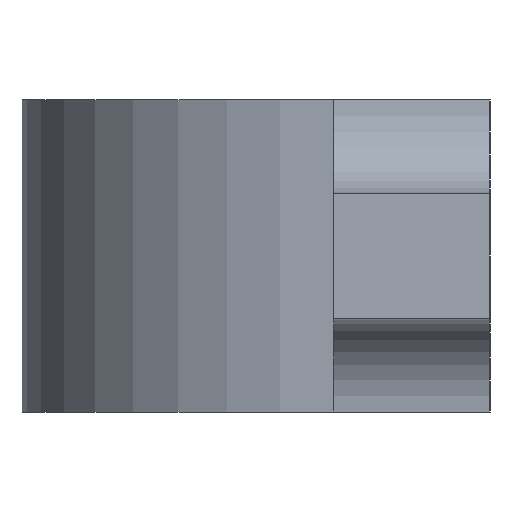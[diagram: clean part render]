
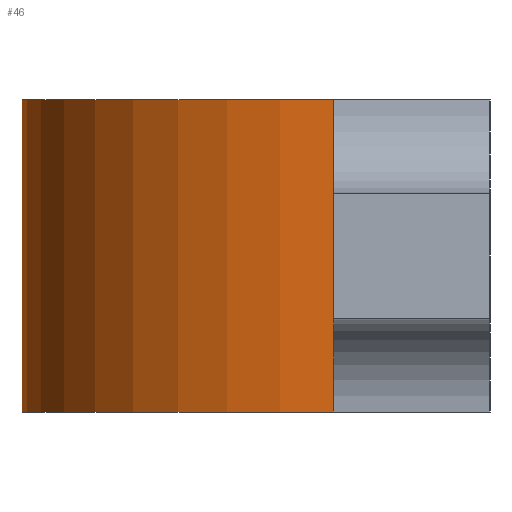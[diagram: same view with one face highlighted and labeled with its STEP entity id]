
A CAD part, left-side view. The second image highlights one B-rep face of the part: STEP entity #46.
In plain terms, the highlighted cylindrical face has radius 1 mm (diameter 2 mm), a partial arc.
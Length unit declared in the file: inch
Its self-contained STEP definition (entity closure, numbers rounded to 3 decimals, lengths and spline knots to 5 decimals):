
#9 = CARTESIAN_POINT ( 'NONE',  ( 0., 0.00984, -0.01969 ) ) ;
#22 = ORIENTED_EDGE ( 'NONE', *, *, #322, .F. ) ;
#29 = CARTESIAN_POINT ( 'NONE',  ( 0.03937, 0.00984, 0.01969 ) ) ;
#30 = VECTOR ( 'NONE', #436, 39.37008 ) ;
#33 = EDGE_CURVE ( 'NONE', #291, #51, #413, .T. ) ;
#46 = ADVANCED_FACE ( 'NONE', ( #116 ), #424, .T. ) ;
#51 = VERTEX_POINT ( 'NONE', #171 ) ;
#54 = ORIENTED_EDGE ( 'NONE', *, *, #33, .T. ) ;
#71 = ORIENTED_EDGE ( 'NONE', *, *, #341, .F. ) ;
#94 = VERTEX_POINT ( 'NONE', #29 ) ;
#116 = FACE_OUTER_BOUND ( 'NONE', #412, .T. ) ;
#130 = VERTEX_POINT ( 'NONE', #217 ) ;
#147 = DIRECTION ( 'NONE',  ( 0., 0., 1. ) ) ;
#169 = ORIENTED_EDGE ( 'NONE', *, *, #387, .T. ) ;
#171 = CARTESIAN_POINT ( 'NONE',  ( -0.03937, 0.00984, -0.01969 ) ) ;
#201 = DIRECTION ( 'NONE',  ( 0., 0., 1. ) ) ;
#212 = DIRECTION ( 'NONE',  ( 1., 0., 0. ) ) ;
#217 = CARTESIAN_POINT ( 'NONE',  ( -0.03937, 0.00984, 0.01969 ) ) ;
#237 = DIRECTION ( 'NONE',  ( 1., 0., 0. ) ) ;
#241 = LINE ( 'NONE', #317, #333 ) ;
#256 = DIRECTION ( 'NONE',  ( 0., 0., 1. ) ) ;
#258 = DIRECTION ( 'NONE',  ( 1., 0., 0. ) ) ;
#260 = CARTESIAN_POINT ( 'NONE',  ( 0.03937, 0.00984, -0.01969 ) ) ;
#265 = CARTESIAN_POINT ( 'NONE',  ( 0.03937, 0.00984, -0.01969 ) ) ;
#291 = VERTEX_POINT ( 'NONE', #260 ) ;
#298 = AXIS2_PLACEMENT_3D ( 'NONE', #320, #147, #237 ) ;
#300 = DIRECTION ( 'NONE',  ( 0., 0., 1. ) ) ;
#317 = CARTESIAN_POINT ( 'NONE',  ( -0.03937, 0.00984, -0.01969 ) ) ;
#320 = CARTESIAN_POINT ( 'NONE',  ( 0., 0.00984, -0.01969 ) ) ;
#322 = EDGE_CURVE ( 'NONE', #291, #94, #403, .T. ) ;
#333 = VECTOR ( 'NONE', #300, 39.37008 ) ;
#336 = CIRCLE ( 'NONE', #348, 0.03937 ) ;
#341 = EDGE_CURVE ( 'NONE', #94, #130, #336, .T. ) ;
#348 = AXIS2_PLACEMENT_3D ( 'NONE', #351, #256, #212 ) ;
#351 = CARTESIAN_POINT ( 'NONE',  ( 0., 0.00984, 0.01969 ) ) ;
#387 = EDGE_CURVE ( 'NONE', #51, #130, #241, .T. ) ;
#403 = LINE ( 'NONE', #265, #30 ) ;
#412 = EDGE_LOOP ( 'NONE', ( #71, #22, #54, #169 ) ) ;
#413 = CIRCLE ( 'NONE', #298, 0.03937 ) ;
#424 = CYLINDRICAL_SURFACE ( 'NONE', #433, 0.03937 ) ;
#433 = AXIS2_PLACEMENT_3D ( 'NONE', #9, #201, #258 ) ;
#436 = DIRECTION ( 'NONE',  ( 0., 0., 1. ) ) ;
